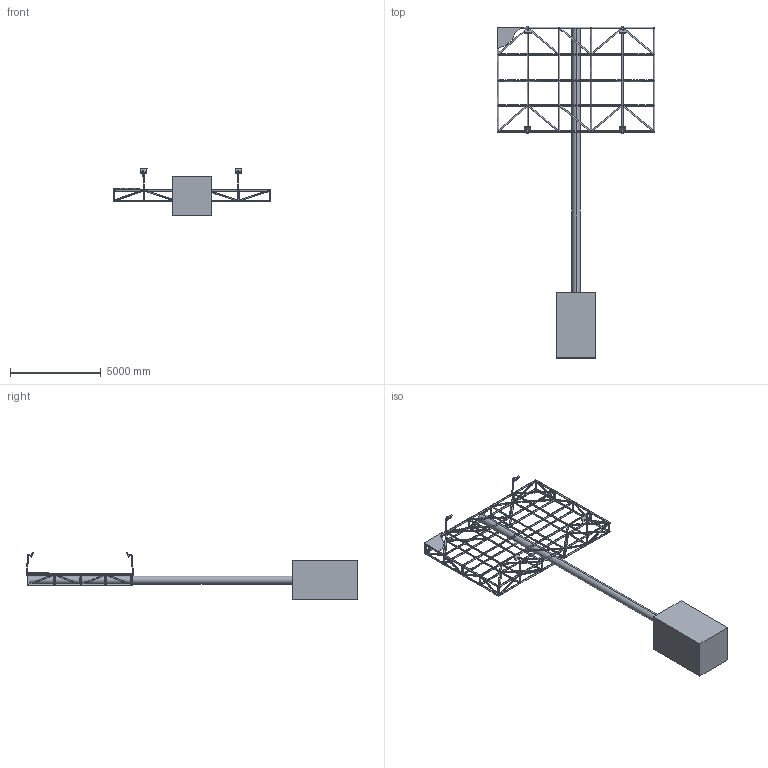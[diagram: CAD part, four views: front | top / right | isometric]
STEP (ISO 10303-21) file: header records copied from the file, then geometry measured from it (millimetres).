
FILE_DESCRIPTION(('FreeCAD Model'),'2;1');
FILE_NAME('Open CASCADE Shape Model','2025-05-01T18:21:08',('FreeCAD'),( 'FreeCAD'),'Open CASCADE STEP processor 7.6','FreeCAD','Unknown');
FILE_SCHEMA(('AUTOMOTIVE_DESIGN { 1 0 10303 214 1 1 1 1 }'));
Products named in the file (1): Open CASCADE STEP translator 7.6 1
Bounding box: 8722.9 x 18340.51 x 2630.54 mm (x, y, z)
Volume: 19983276820.5 mm3; surface area: 175337678.4 mm2
Topology: 84 solids, 84 shells, 721 faces, 1846 edges, 1234 vertices
Faces by surface type: bspline 721
Entity records: 34290 total; most frequent: CARTESIAN_POINT 23880, ORIENTED_EDGE 3692, EDGE_CURVE 1846, VERTEX_POINT 1234, B_SPLINE_CURVE_WITH_KNOTS 919, FACE_BOUND 816, EDGE_LOOP 816, ADVANCED_FACE 721
